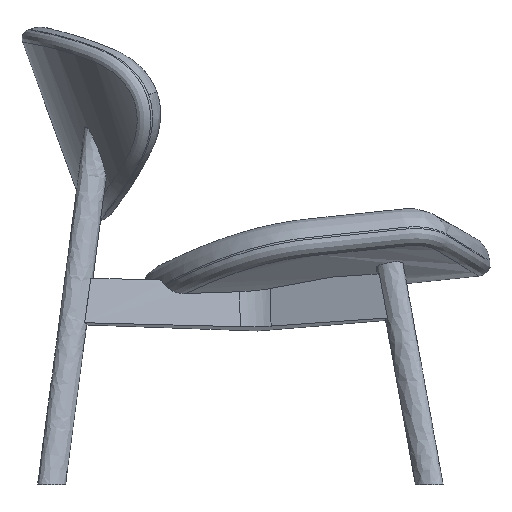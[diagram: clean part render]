
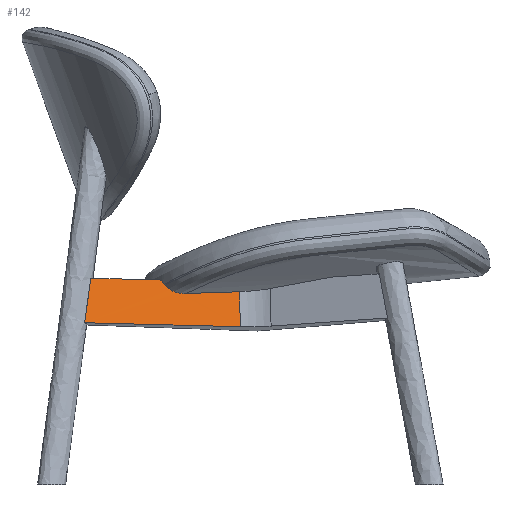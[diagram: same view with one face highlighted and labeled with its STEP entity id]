
A CAD part, left-side view. The second image highlights one B-rep face of the part: STEP entity #142.
In plain terms, the highlighted free-form (B-spline) face has degree [1, 3] with [2, 13] control points.
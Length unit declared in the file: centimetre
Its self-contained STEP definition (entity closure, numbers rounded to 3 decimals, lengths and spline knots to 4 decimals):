
#142=ADVANCED_FACE('',(#232),#1377,.T.);
#232=FACE_OUTER_BOUND('',#322,.T.);
#322=EDGE_LOOP('',(#450,#451,#452,#453,#454,#455));
#450=ORIENTED_EDGE('',*,*,#814,.F.);
#451=ORIENTED_EDGE('',*,*,#815,.T.);
#452=ORIENTED_EDGE('',*,*,#816,.F.);
#453=ORIENTED_EDGE('',*,*,#817,.F.);
#454=ORIENTED_EDGE('',*,*,#818,.T.);
#455=ORIENTED_EDGE('',*,*,#812,.F.);
#812=EDGE_CURVE('',#1200,#1204,#1046,.T.);
#814=EDGE_CURVE('',#1199,#1200,#990,.T.);
#815=EDGE_CURVE('',#1199,#1196,#1048,.T.);
#816=EDGE_CURVE('',#1188,#1196,#1049,.T.);
#817=EDGE_CURVE('',#1187,#1188,#1050,.T.);
#818=EDGE_CURVE('',#1187,#1204,#991,.T.);
#990=(
BOUNDED_CURVE()
B_SPLINE_CURVE(3,(#2020,#2021,#2022,#2023,#2024,#2025,#2026,#2027,#2028,
#2029,#2030,#2031),.UNSPECIFIED.,.F.,.F.)
B_SPLINE_CURVE_WITH_KNOTS((4,2,3,3,4),(-58672.6793,-58602.8143,
-58532.5479,-58451.5532,-58415.7906),.UNSPECIFIED.)
CURVE()
GEOMETRIC_REPRESENTATION_ITEM()
RATIONAL_B_SPLINE_CURVE((1.,1.,1.,1.,1.,1.,1.,1.,1.,1.,1.,
1.))
REPRESENTATION_ITEM('')
);
#991=(
BOUNDED_CURVE()
B_SPLINE_CURVE(3,(#2049,#2050,#2051,#2052,#2053,#2054,#2055,#2056,#2057,
#2058),.UNSPECIFIED.,.F.,.F.)
B_SPLINE_CURVE_WITH_KNOTS((4,3,3,4),(-58544.1387,-58532.5479,
-58451.5532,-58427.2688),.UNSPECIFIED.)
CURVE()
GEOMETRIC_REPRESENTATION_ITEM()
RATIONAL_B_SPLINE_CURVE((1.,1.,1.,1.,1.,1.,1.,1.,1.,
1.))
REPRESENTATION_ITEM('')
);
#1046=B_SPLINE_CURVE_WITH_KNOTS('',3,(#2012,#2013,#2014,#2015),
 .UNSPECIFIED.,.F.,.F.,(4,4),(0.,72.1298),.UNSPECIFIED.);
#1048=B_SPLINE_CURVE_WITH_KNOTS('',1,(#2032,#2033),.UNSPECIFIED.,.F.,.F.,
(2,2),(0.,55.6669),.UNSPECIFIED.);
#1049=B_SPLINE_CURVE_WITH_KNOTS('',3,(#2034,#2035,#2036,#2037,#2038,#2039),
 .UNSPECIFIED.,.F.,.F.,(4,2,4),(-91.6281,-69.9763,0.),
 .UNSPECIFIED.);
#1050=B_SPLINE_CURVE_WITH_KNOTS('',3,(#2040,#2041,#2042,#2043,#2044,#2045,
#2046,#2047,#2048),.UNSPECIFIED.,.F.,.F.,(4,3,2,4),(0.,12.9865,
29.0485,45.0905),.UNSPECIFIED.);
#1187=VERTEX_POINT('',#1908);
#1188=VERTEX_POINT('',#1909);
#1196=VERTEX_POINT('',#1917);
#1199=VERTEX_POINT('',#1920);
#1200=VERTEX_POINT('',#1921);
#1204=VERTEX_POINT('',#1925);
#1377=(
BOUNDED_SURFACE()
B_SPLINE_SURFACE(1,3,((#1879,#1880,#1881,#1882,#1883,#1884,#1885,#1886,
#1887,#1888,#1889,#1890,#1891),(#1892,#1893,#1894,#1895,#1896,#1897,#1898,
#1899,#1900,#1901,#1902,#1903,#1904)),.UNSPECIFIED.,.F.,.F.,.F.)
B_SPLINE_SURFACE_WITH_KNOTS((2,2),(4,3,3,3,4),(0.,71.2106),(-58672.6793,
-58602.8143,-58532.5479,-58451.5532,-58369.4045),
 .UNSPECIFIED.)
GEOMETRIC_REPRESENTATION_ITEM()
RATIONAL_B_SPLINE_SURFACE(((1.,1.,1.,1.,1.,1.,1.,1.,1.,1.,1.,
1.,1.),(1.,1.,1.,1.,1.,1.,1.,1.,1.,1.,1.,
1.,1.)))
REPRESENTATION_ITEM('')
SURFACE()
);
#1879=CARTESIAN_POINT('',(-17.9529,37.6874,-7.9527));
#1880=CARTESIAN_POINT('',(-18.6489,39.909,-7.8941));
#1881=CARTESIAN_POINT('',(-19.3312,42.135,-7.8376));
#1882=CARTESIAN_POINT('',(-20.0084,44.3624,-7.7817));
#1883=CARTESIAN_POINT('',(-20.6896,46.6027,-7.7256));
#1884=CARTESIAN_POINT('',(-21.3657,48.8445,-7.6701));
#1885=CARTESIAN_POINT('',(-22.0456,51.0852,-7.6142));
#1886=CARTESIAN_POINT('',(-22.8292,53.6676,-7.5496));
#1887=CARTESIAN_POINT('',(-23.618,56.249,-7.4844));
#1888=CARTESIAN_POINT('',(-24.4252,58.8245,-7.4164));
#1889=CARTESIAN_POINT('',(-25.2439,61.4367,-7.3475));
#1890=CARTESIAN_POINT('',(-26.0815,64.0428,-7.2758));
#1891=CARTESIAN_POINT('',(-26.9381,66.6427,-7.2013));
#1892=CARTESIAN_POINT('',(-16.9599,37.8126,-0.9023));
#1893=CARTESIAN_POINT('',(-17.6558,40.0342,-0.8438));
#1894=CARTESIAN_POINT('',(-18.3381,42.2602,-0.7872));
#1895=CARTESIAN_POINT('',(-19.0154,44.4877,-0.7313));
#1896=CARTESIAN_POINT('',(-19.6965,46.7279,-0.6752));
#1897=CARTESIAN_POINT('',(-20.3727,48.9697,-0.6198));
#1898=CARTESIAN_POINT('',(-21.0525,51.2104,-0.5638));
#1899=CARTESIAN_POINT('',(-21.8361,53.7928,-0.4993));
#1900=CARTESIAN_POINT('',(-22.6249,56.3743,-0.434));
#1901=CARTESIAN_POINT('',(-23.4321,58.9497,-0.3661));
#1902=CARTESIAN_POINT('',(-24.2508,61.5619,-0.2971));
#1903=CARTESIAN_POINT('',(-25.0884,64.168,-0.2254));
#1904=CARTESIAN_POINT('',(-25.945,66.7679,-0.151));
#1908=CARTESIAN_POINT('',(-20.7164,50.1015,-0.5915));
#1909=CARTESIAN_POINT('',(-19.9302,46.52,-2.7187));
#1917=CARTESIAN_POINT('',(-17.1766,37.7852,-2.4413));
#1920=CARTESIAN_POINT('',(-17.9529,37.6874,-7.9527));
#1921=CARTESIAN_POINT('',(-25.5052,62.2326,-7.3248));
#1925=CARTESIAN_POINT('',(-24.1631,61.2647,-0.3042));
#2012=CARTESIAN_POINT('',(-25.5052,62.2326,-7.3248));
#2013=CARTESIAN_POINT('',(-25.0575,61.9101,-4.9847));
#2014=CARTESIAN_POINT('',(-24.6101,61.5875,-2.6445));
#2015=CARTESIAN_POINT('',(-24.1631,61.2647,-0.3042));
#2020=CARTESIAN_POINT('',(-17.9529,37.6874,-7.9527));
#2021=CARTESIAN_POINT('',(-18.6489,39.909,-7.8941));
#2022=CARTESIAN_POINT('',(-19.3312,42.135,-7.8376));
#2023=CARTESIAN_POINT('',(-20.6896,46.6027,-7.7256));
#2024=CARTESIAN_POINT('',(-21.3657,48.8445,-7.6701));
#2025=CARTESIAN_POINT('',(-22.0456,51.0852,-7.6142));
#2026=CARTESIAN_POINT('',(-22.8292,53.6676,-7.5496));
#2027=CARTESIAN_POINT('',(-23.618,56.249,-7.4844));
#2028=CARTESIAN_POINT('',(-24.4252,58.8245,-7.4164));
#2029=CARTESIAN_POINT('',(-24.7816,59.9617,-7.3864));
#2030=CARTESIAN_POINT('',(-25.1416,61.0977,-7.3559));
#2031=CARTESIAN_POINT('',(-25.5052,62.2326,-7.3248));
#2032=CARTESIAN_POINT('',(-17.9529,37.6874,-7.9527));
#2033=CARTESIAN_POINT('',(-17.1766,37.7852,-2.4413));
#2034=CARTESIAN_POINT('',(-19.9302,46.52,-2.7187));
#2035=CARTESIAN_POINT('',(-19.7162,45.831,-2.6999));
#2036=CARTESIAN_POINT('',(-19.5019,45.1421,-2.6803));
#2037=CARTESIAN_POINT('',(-18.5925,42.2277,-2.5942));
#2038=CARTESIAN_POINT('',(-17.8918,40.004,-2.5208));
#2039=CARTESIAN_POINT('',(-17.1766,37.7852,-2.4413));
#2040=CARTESIAN_POINT('',(-20.7164,50.1015,-0.5915));
#2041=CARTESIAN_POINT('',(-20.7123,49.9048,-0.9762));
#2042=CARTESIAN_POINT('',(-20.6843,49.6468,-1.3247));
#2043=CARTESIAN_POINT('',(-20.6335,49.3387,-1.6233));
#2044=CARTESIAN_POINT('',(-20.5708,48.9577,-1.9925));
#2045=CARTESIAN_POINT('',(-20.4752,48.5099,-2.276));
#2046=CARTESIAN_POINT('',(-20.2324,47.5398,-2.648));
#2047=CARTESIAN_POINT('',(-20.0882,47.0285,-2.7326));
#2048=CARTESIAN_POINT('',(-19.9302,46.52,-2.7187));
#2049=CARTESIAN_POINT('',(-20.7164,50.1015,-0.5915));
#2050=CARTESIAN_POINT('',(-20.8283,50.4711,-0.5822));
#2051=CARTESIAN_POINT('',(-20.9404,50.8408,-0.573));
#2052=CARTESIAN_POINT('',(-21.0525,51.2104,-0.5638));
#2053=CARTESIAN_POINT('',(-21.8361,53.7928,-0.4993));
#2054=CARTESIAN_POINT('',(-22.6249,56.3743,-0.434));
#2055=CARTESIAN_POINT('',(-23.4321,58.9497,-0.3661));
#2056=CARTESIAN_POINT('',(-23.6741,59.7219,-0.3457));
#2057=CARTESIAN_POINT('',(-23.9178,60.4936,-0.3251));
#2058=CARTESIAN_POINT('',(-24.1631,61.2647,-0.3042));
